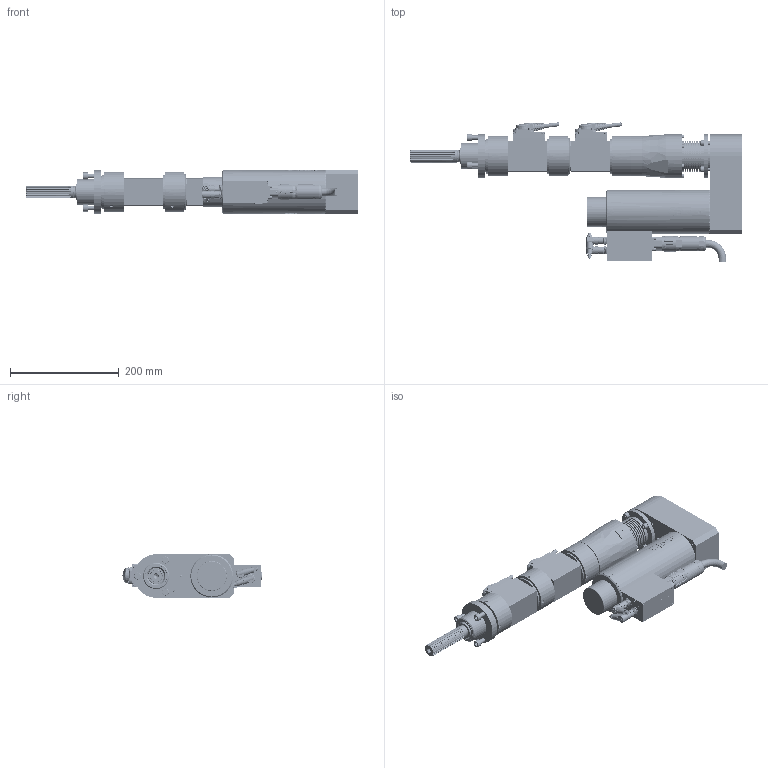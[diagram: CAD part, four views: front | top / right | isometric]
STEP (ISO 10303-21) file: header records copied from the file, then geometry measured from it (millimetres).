
FILE_DESCRIPTION(/* description */ (''),/* implementation_level */ '2;1');
FILE_NAME(/* name */ '3BDU300T2S-A_IAM_001.iam.step',/* time_stamp */ '2021-06-28T10:56:01+02:00',/* author */ ('cideon'),/* organization */ (''),/* preprocessor_version */ 'ST-DEVELOPER v17.2',/* originating_system */ 'Autodesk Inventor 2019',/* authorisation */ '');
FILE_SCHEMA (('AUTOMOTIVE_DESIGN { 1 0 10303 214 3 1 1 }'));
Products named in the file (1): Bauteil3
Bounding box: 610.4 x 256.25 x 80.5 mm (x, y, z)
Volume: 2848186.2 mm3; surface area: 621078.5 mm2
Topology: 5 solids, 5 shells, 7249 faces, 20591 edges, 13575 vertices
Faces by surface type: plane 4075, cylinder 1878, cone 554, torus 371, bspline 351, sphere 20
Full cylindrical faces by diameter (mm): 0.434 x4, 0.6 x32, 0.8 x2, 1.5 x6, 1.6 x2, 1.83 x4, 1.9 x6, 2.1 x4, 2.5 x4, 3 x8, 3.2 x4, 3.3 x8, 4 x8, 4.02 x4, 4.5 x6, 5 x33, 5.1 x1, 5.5 x12, 5.9 x2, 6 x27, 6.3 x2, 6.4 x4, 6.6 x10, 6.8 x4, 7 x6, 7.3 x2, 7.9 x6, 8 x4, 8.7 x2, 9 x2
Entity records: 300491 total; most frequent: CARTESIAN_POINT 105437, ORIENTED_EDGE 41124, DIRECTION 39476, EDGE_CURVE 20562, AXIS2_PLACEMENT_3D 14779, VERTEX_POINT 13575, LINE 9918, VECTOR 9918
